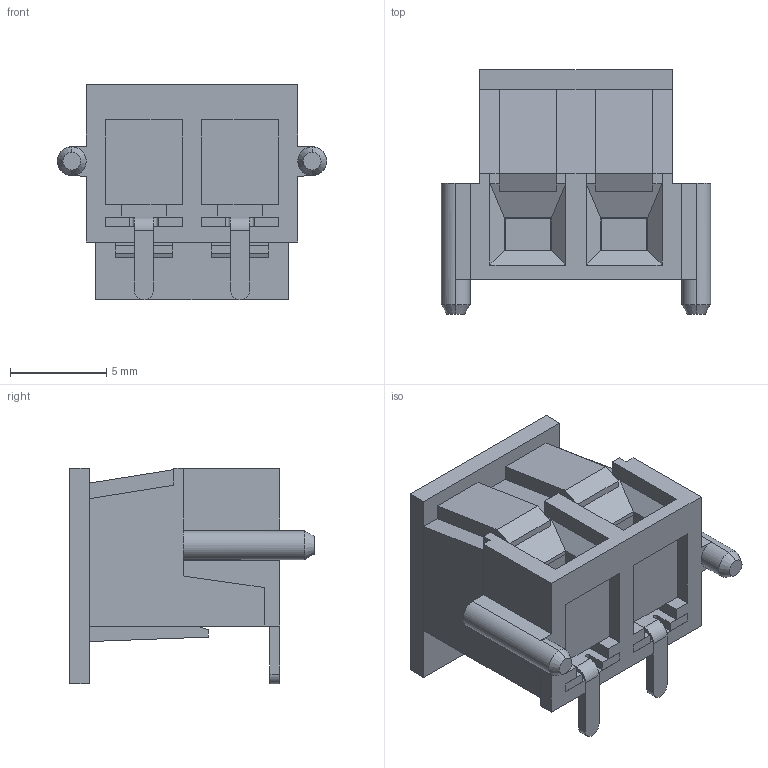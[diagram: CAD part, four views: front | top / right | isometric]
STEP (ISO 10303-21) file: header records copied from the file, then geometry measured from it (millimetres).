
FILE_DESCRIPTION (( 'STEP AP214' ), '1' );
FILE_NAME ('691709710302.STEP', '2018-05-27T19:20:33', ( '' ), ( '' ), 'SwSTEP 2.0', 'SolidWorks 2017', '' );
FILE_SCHEMA (( 'AUTOMOTIVE_DESIGN' ));
Length unit declared in the file: millimetre
Products named in the file (1): 691709710302
Bounding box: 14 x 12.7 x 11.2 mm (x, y, z)
Volume: 759.5 mm3; surface area: 1971.3 mm2
Topology: 8 solids, 8 shells, 254 faces, 654 edges, 416 vertices
Faces by surface type: plane 206, cylinder 32, cone 12, torus 4
Entity records: 7731 total; most frequent: CARTESIAN_POINT 1365, ORIENTED_EDGE 1308, DIRECTION 1248, EDGE_CURVE 654, VECTOR 554, LINE 554, VERTEX_POINT 416, AXIS2_PLACEMENT_3D 347
